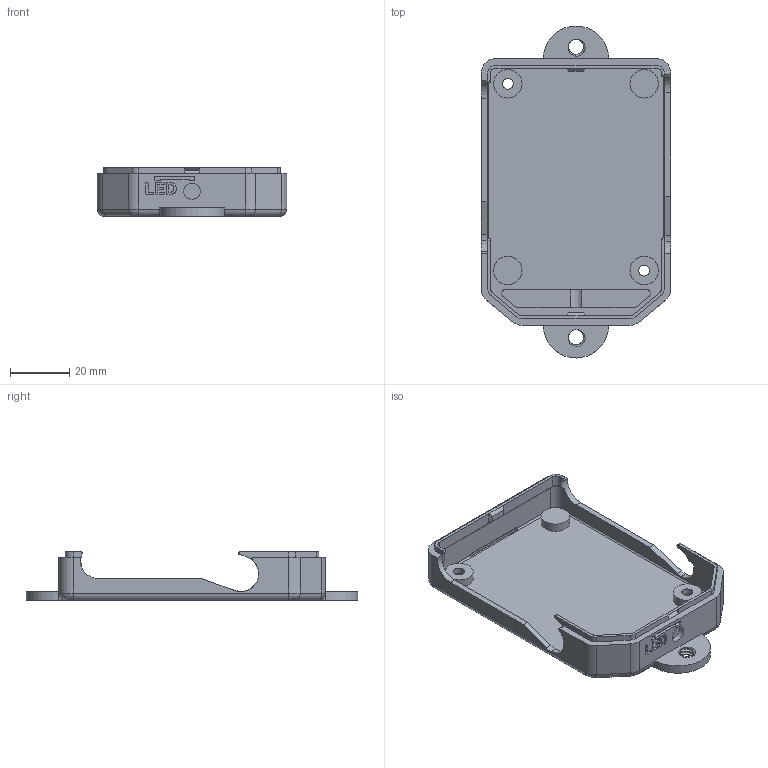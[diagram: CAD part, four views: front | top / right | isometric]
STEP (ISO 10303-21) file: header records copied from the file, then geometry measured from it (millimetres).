
FILE_DESCRIPTION(/* description */ (''),/* implementation_level */ '2;1');
FILE_NAME(/* name */ 'Enabled-Controller-Bottom-Mount.step',/* time_stamp */ '2021-01-11T21:31:05-08:00',/* author */ (''),/* organization */ (''),/* preprocessor_version */ 'ST-DEVELOPER v18.1',/* originating_system */ 'Autodesk Translation Framework v9.7.1.1290',/* authorisation */ '');
FILE_SCHEMA (('AUTOMOTIVE_DESIGN { 1 0 10303 214 3 1 1 }'));
Length unit declared in the file: millimetre
Products named in the file (2): Enabled-Controller-Bottom-Mount; Plastic Case
Assembly tree (1 placements, depth 2):
  Enabled-Controller-Bottom-Mount
    Plastic Case
Bounding box: 64 x 112 x 16.5 mm (x, y, z)
Volume: 19697.2 mm3; surface area: 19793.5 mm2
Topology: 1 solids, 1 shells, 390 faces, 1063 edges, 692 vertices
Faces by surface type: plane 152, bspline 146, cylinder 80, cone 6, torus 6
Full cylindrical faces by diameter (mm): 3.7 x2, 5.118 x2, 5.5 x1, 6.35 x2, 7.2 x2, 9.6 x4
Entity records: 16406 total; most frequent: CARTESIAN_POINT 7388, ORIENTED_EDGE 2126, DIRECTION 1418, EDGE_CURVE 1063, VERTEX_POINT 692, LINE 566, VECTOR 566, AXIS2_PLACEMENT_3D 426
